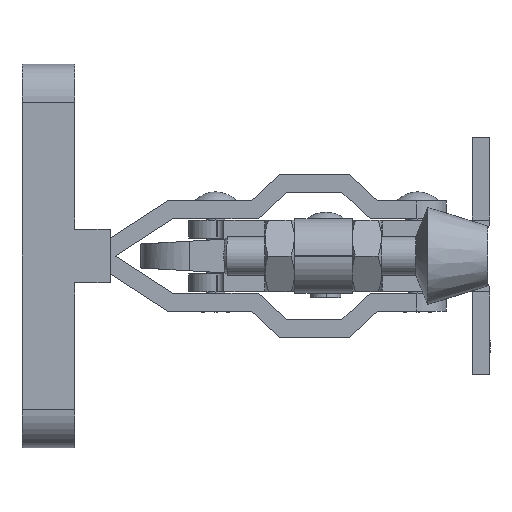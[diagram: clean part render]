
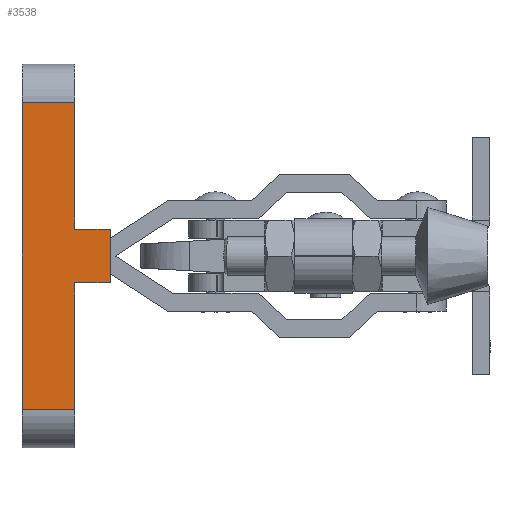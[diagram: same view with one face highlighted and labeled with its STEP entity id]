
A CAD part, left-side view. The second image highlights one B-rep face of the part: STEP entity #3538.
In plain terms, the highlighted planar face has unit normal (-1, 0, 0).
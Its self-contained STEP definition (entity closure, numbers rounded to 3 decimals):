
#46 = VERTEX_POINT ( 'NONE', #6345 ) ;
#77 = ORIENTED_EDGE ( 'NONE', *, *, #5950, .T. ) ;
#148 = VERTEX_POINT ( 'NONE', #7136 ) ;
#717 = CARTESIAN_POINT ( 'NONE',  ( -29.375, 69.283, 4.5 ) ) ;
#1312 = VECTOR ( 'NONE', #3376, 1000. ) ;
#1368 = DIRECTION ( 'NONE',  ( 0., 0., 1. ) ) ;
#1369 = DIRECTION ( 'NONE',  ( 0., 1., 0. ) ) ;
#1426 = CARTESIAN_POINT ( 'NONE',  ( -29.375, 69.283, 25.6 ) ) ;
#1455 = CARTESIAN_POINT ( 'NONE',  ( -29.375, 69.283, -25.6 ) ) ;
#1697 = DIRECTION ( 'NONE',  ( 0., 0., 1. ) ) ;
#1738 = EDGE_CURVE ( 'NONE', #4542, #5063, #6896, .T. ) ;
#1838 = CARTESIAN_POINT ( 'NONE',  ( -29.375, 69.283, 25.6 ) ) ;
#1971 = PLANE ( 'NONE',  #4673 ) ;
#2620 = DIRECTION ( 'NONE',  ( 0., 1., 0. ) ) ;
#2742 = EDGE_CURVE ( 'NONE', #148, #3658, #4003, .T. ) ;
#2847 = CARTESIAN_POINT ( 'NONE',  ( -29.375, 69.283, -25.6 ) ) ;
#2963 = EDGE_LOOP ( 'NONE', ( #3042, #77, #5151, #7777, #4596, #6985, #5307, #3343 ) ) ;
#3042 = ORIENTED_EDGE ( 'NONE', *, *, #6433, .T. ) ;
#3083 = CARTESIAN_POINT ( 'NONE',  ( -29.375, 69.283, 4.5 ) ) ;
#3271 = VECTOR ( 'NONE', #2620, 1000. ) ;
#3307 = DIRECTION ( 'NONE',  ( 0., 0., -1. ) ) ;
#3343 = ORIENTED_EDGE ( 'NONE', *, *, #7752, .T. ) ;
#3362 = VECTOR ( 'NONE', #1368, 1000. ) ;
#3376 = DIRECTION ( 'NONE',  ( 0., 0., 1. ) ) ;
#3384 = LINE ( 'NONE', #5851, #1312 ) ;
#3538 = ADVANCED_FACE ( 'NONE', ( #4191 ), #1971, .T. ) ;
#3608 = VERTEX_POINT ( 'NONE', #1455 ) ;
#3648 = EDGE_CURVE ( 'NONE', #3658, #46, #3384, .T. ) ;
#3658 = VERTEX_POINT ( 'NONE', #5268 ) ;
#3804 = VECTOR ( 'NONE', #8037, 1000. ) ;
#3931 = VERTEX_POINT ( 'NONE', #7471 ) ;
#4003 = LINE ( 'NONE', #5537, #3804 ) ;
#4082 = EDGE_CURVE ( 'NONE', #46, #4542, #4929, .T. ) ;
#4191 = FACE_OUTER_BOUND ( 'NONE', #2963, .T. ) ;
#4218 = CARTESIAN_POINT ( 'NONE',  ( -29.375, 69.283, -32. ) ) ;
#4501 = CARTESIAN_POINT ( 'NONE',  ( -29.375, 69.283, 4.5 ) ) ;
#4542 = VERTEX_POINT ( 'NONE', #3083 ) ;
#4596 = ORIENTED_EDGE ( 'NONE', *, *, #3648, .T. ) ;
#4673 = AXIS2_PLACEMENT_3D ( 'NONE', #717, #5121, #1369 ) ;
#4929 = LINE ( 'NONE', #4501, #3271 ) ;
#5063 = VERTEX_POINT ( 'NONE', #1838 ) ;
#5121 = DIRECTION ( 'NONE',  ( -1., 0., 0. ) ) ;
#5151 = ORIENTED_EDGE ( 'NONE', *, *, #7283, .T. ) ;
#5268 = CARTESIAN_POINT ( 'NONE',  ( -29.378, 63.403, -4.5 ) ) ;
#5307 = ORIENTED_EDGE ( 'NONE', *, *, #1738, .T. ) ;
#5492 = VECTOR ( 'NONE', #3307, 1000. ) ;
#5537 = CARTESIAN_POINT ( 'NONE',  ( -29.375, 69.283, -4.5 ) ) ;
#5715 = CARTESIAN_POINT ( 'NONE',  ( -29.375, 69.283, 32. ) ) ;
#5822 = DIRECTION ( 'NONE',  ( 0., 1., 0. ) ) ;
#5851 = CARTESIAN_POINT ( 'NONE',  ( -29.378, 63.403, -4.5 ) ) ;
#5896 = CARTESIAN_POINT ( 'NONE',  ( -29.371, 78.103, 25.6 ) ) ;
#5941 = VECTOR ( 'NONE', #5822, 1000. ) ;
#5950 = EDGE_CURVE ( 'NONE', #3931, #3608, #6099, .T. ) ;
#6099 = LINE ( 'NONE', #2847, #7764 ) ;
#6345 = CARTESIAN_POINT ( 'NONE',  ( -29.378, 63.403, 4.5 ) ) ;
#6418 = LINE ( 'NONE', #4218, #8106 ) ;
#6433 = EDGE_CURVE ( 'NONE', #6482, #3931, #7173, .T. ) ;
#6451 = CARTESIAN_POINT ( 'NONE',  ( -29.371, 78.103, -32. ) ) ;
#6482 = VERTEX_POINT ( 'NONE', #5896 ) ;
#6599 = DIRECTION ( 'NONE',  ( 0., -1., 0. ) ) ;
#6896 = LINE ( 'NONE', #5715, #3362 ) ;
#6985 = ORIENTED_EDGE ( 'NONE', *, *, #4082, .T. ) ;
#7012 = LINE ( 'NONE', #1426, #5941 ) ;
#7136 = CARTESIAN_POINT ( 'NONE',  ( -29.375, 69.283, -4.5 ) ) ;
#7173 = LINE ( 'NONE', #6451, #5492 ) ;
#7283 = EDGE_CURVE ( 'NONE', #3608, #148, #6418, .T. ) ;
#7471 = CARTESIAN_POINT ( 'NONE',  ( -29.371, 78.103, -25.6 ) ) ;
#7752 = EDGE_CURVE ( 'NONE', #5063, #6482, #7012, .T. ) ;
#7764 = VECTOR ( 'NONE', #6599, 1000. ) ;
#7777 = ORIENTED_EDGE ( 'NONE', *, *, #2742, .T. ) ;
#8037 = DIRECTION ( 'NONE',  ( 0., -1., 0. ) ) ;
#8106 = VECTOR ( 'NONE', #1697, 1000. ) ;
